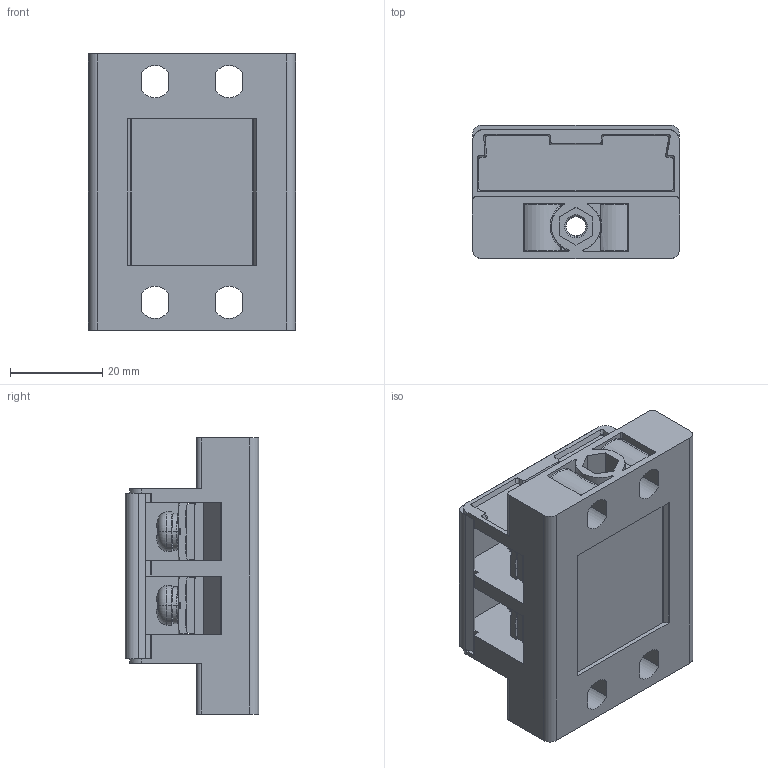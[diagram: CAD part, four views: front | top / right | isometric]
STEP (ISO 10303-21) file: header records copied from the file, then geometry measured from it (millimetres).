
FILE_DESCRIPTION((''),'2;1');
FILE_NAME('UTD-41J_2P_ASM','2024-07-02T',('dell'),(''),'PRO/ENGINEER BY PARAMETRIC TECHNOLOGY CORPORATION, 2013230','PRO/ENGINEER BY PARAMETRIC TECHNOLOGY CORPORATION, 2013230','');
FILE_SCHEMA(('AUTOMOTIVE_DESIGN { 1 0 10303 214 1 1 1 1 }'));
Products named in the file (1): UTD-41J_2P_ASM
Bounding box: 45 x 29 x 60 mm (x, y, z)
Volume: 29449.6 mm3; surface area: 35443.9 mm2
Topology: 5 solids, 14 shells, 1898 faces, 5252 edges, 3222 vertices
Faces by surface type: cylinder 656, plane 574, torus 276, bspline 156, cone 132, sphere 104
Entity records: 69952 total; most frequent: CARTESIAN_POINT 22160, ORIENTED_EDGE 10296, DIRECTION 10057, EDGE_CURVE 5148, AXIS2_PLACEMENT_3D 3868, VERTEX_POINT 3222, VECTOR 2321, LINE 2321
